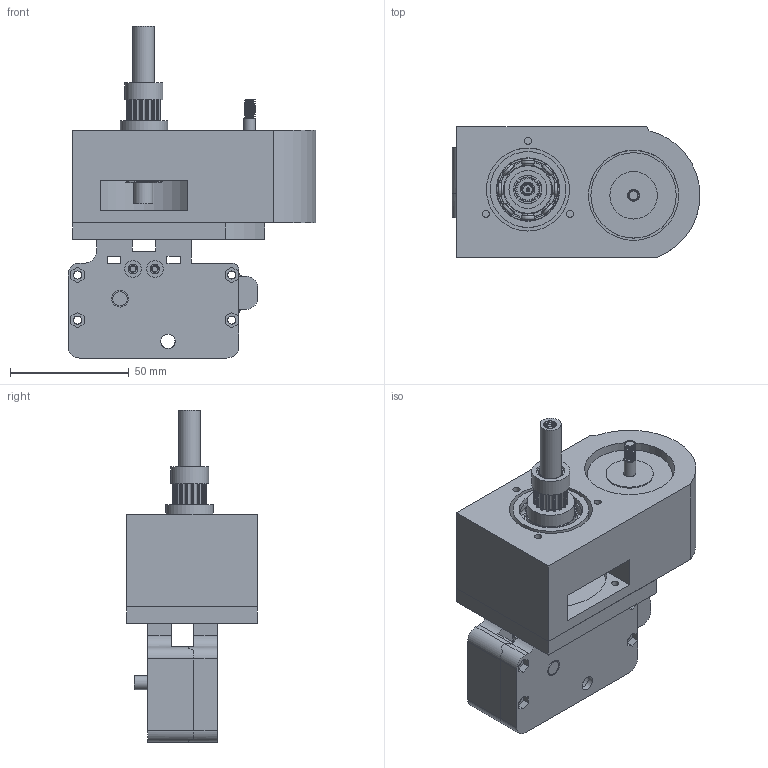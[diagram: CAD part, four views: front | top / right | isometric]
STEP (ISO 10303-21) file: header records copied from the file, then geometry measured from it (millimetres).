
FILE_DESCRIPTION(/* description */ ('STEP AP242','CAx-IF Rec.Pracs.---Representation and Presentation of Product Manufacturing Information (PMI)---4.0---2014-10-13','CAx-IF Rec.Pracs.---3D Tessellated Geometry---0.4---2014-09-14','2;1'),/* implementation_level */ '2;1');
FILE_NAME(/* name */ '66bfa57bf4bdd366611abe08',/* time_stamp */ '2024-08-16T19:16:12Z',/* author */ (''),/* organization */ (''),/* preprocessor_version */ 'ST-DEVELOPER v20',/* originating_system */ ' ',/* authorisation */ ' ');
FILE_SCHEMA (('AP242_MANAGED_MODEL_BASED_3D_ENGINEERING_MIM_LF { 1 0 10303 442 1 1 4 }'));
Products named in the file (56): Orbital Friction Full Assy; extruderbody; driveroller; extruder brace; Part 2; Part 9; tension bracket; tensioningrooler; Spur gear (20 teeth); Part 1; wire support; plate; Assembly 3 <1>; 5972K358_Ball Bearing; Part 10; Assembly 2 <1>; 7487N34_Precision Stainless Steel Ball Bearing; frame; Assembly 2 <2>
Assembly tree (81 placements, depth 3):
  Orbital Friction Full Assy
    extruderbody
    driveroller
    extruder brace
    Part 2
    Part 9
    tension bracket
    tensioningrooler
    Spur gear (20 teeth)
    Part 1
    wire support
    Part 1
    plate
    Spur gear (20 teeth)
    Assembly 3 <1>
      5972K358_Ball Bearing
      5972K358_Ball Bearing
      5972K358_Ball Bearing
      5972K358_Ball Bearing
      5972K358_Ball Bearing
      5972K358_Ball Bearing
      5972K358_Ball Bearing
      5972K358_Ball Bearing
      5972K358_Ball Bearing
      5972K358_Ball Bearing
      5972K358_Ball Bearing
    Part 10
    Assembly 2 <1>
      7487N34_Precision Stainless Steel Ball Bearing
      7487N34_Precision Stainless Steel Ball Bearing
      7487N34_Precision Stainless Steel Ball Bearing
      7487N34_Precision Stainless Steel Ball Bearing
      7487N34_Precision Stainless Steel Ball Bearing
      7487N34_Precision Stainless Steel Ball Bearing
      7487N34_Precision Stainless Steel Ball Bearing
      7487N34_Precision Stainless Steel Ball Bearing
      7487N34_Precision Stainless Steel Ball Bearing
      7487N34_Precision Stainless Steel Ball Bearing
      7487N34_Precision Stainless Steel Ball Bearing
      7487N34_Precision Stainless Steel Ball Bearing
      7487N34_Precision Stainless Steel Ball Bearing
      7487N34_Precision Stainless Steel Ball Bearing
      7487N34_Precision Stainless Steel Ball Bearing
      7487N34_Precision Stainless Steel Ball Bearing
      7487N34_Precision Stainless Steel Ball Bearing
      7487N34_Precision Stainless Steel Ball Bearing
      7487N34_Precision Stainless Steel Ball Bearing
      7487N34_Precision Stainless Steel Ball Bearing
      7487N34_Precision Stainless Steel Ball Bearing
      7487N34_Precision Stainless Steel Ball Bearing
      7487N34_Precision Stainless Steel Ball Bearing
      7487N34_Precision Stainless Steel Ball Bearing
      7487N34_Precision Stainless Steel Ball Bearing
      7487N34_Precision Stainless Steel Ball Bearing
    frame
    Assembly 2 <2>
      7487N34_Precision Stainless Steel Ball Bearing
      7487N34_Precision Stainless Steel Ball Bearing
      7487N34_Precision Stainless Steel Ball Bearing
      7487N34_Precision Stainless Steel Ball Bearing
Bounding box: 104.55 x 55 x 140 mm (x, y, z)
Volume: 242290.4 mm3; surface area: 94777.5 mm2
Topology: 78 solids, 78 shells, 961 faces, 2610 edges, 1736 vertices
Faces by surface type: cylinder 459, plane 307, bspline 92, sphere 64, torus 24, cone 15
Full cylindrical faces by diameter (mm): 0.6 x1, 1.6 x1, 2.5 x13, 3 x19, 3.4 x13, 3.5 x8, 4 x3, 5 x5, 6 x7, 6.1 x3, 6.2 x2, 6.4 x1, 7 x4, 8 x4, 9 x2, 9.444 x4, 10 x4, 10.556 x4, 10.562 x1, 12 x4, 15 x1, 16 x2, 18 x1, 20 x6, 20.669 x2, 26.331 x3, 26.655 x2, 28.221 x2, 28.4 x1, 32 x1
Entity records: 45097 total; most frequent: CARTESIAN_POINT 21286, DIRECTION 4748, ORIENTED_EDGE 4368, EDGE_CURVE 2184, AXIS2_PLACEMENT_3D 1963, VERTEX_POINT 1581, FACE_BOUND 1315, EDGE_LOOP 1283
